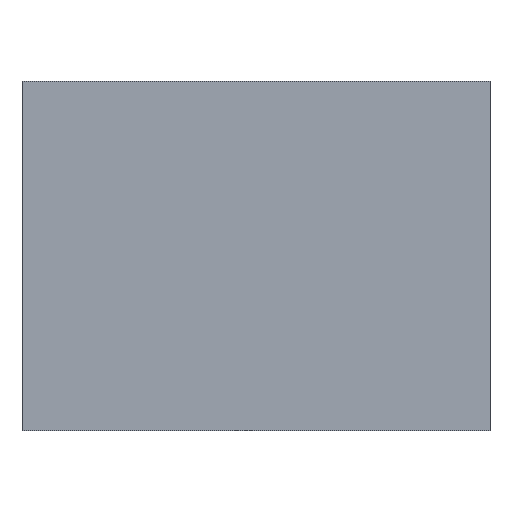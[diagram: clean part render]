
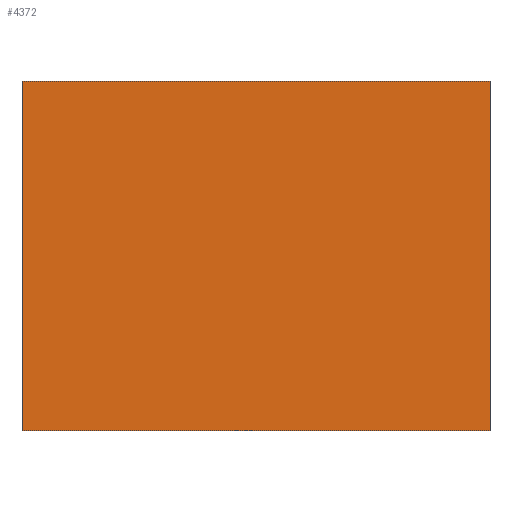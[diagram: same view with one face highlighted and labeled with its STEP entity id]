
A CAD part, front view. The second image highlights one B-rep face of the part: STEP entity #4372.
In plain terms, the highlighted planar face has unit normal (0, -1, 0).
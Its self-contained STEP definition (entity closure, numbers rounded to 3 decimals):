
#92 = CARTESIAN_POINT ( 'NONE',  ( 0., -183., 0. ) ) ;
#466 = EDGE_LOOP ( 'NONE', ( #3162, #2805, #3060, #3321 ) ) ;
#743 = LINE ( 'NONE', #4616, #765 ) ;
#765 = VECTOR ( 'NONE', #1875, 1000. ) ;
#966 = DIRECTION ( 'NONE',  ( 0., 0., -1. ) ) ;
#1188 = LINE ( 'NONE', #1994, #2838 ) ;
#1428 = EDGE_CURVE ( 'NONE', #4907, #4464, #743, .T. ) ;
#1475 = VERTEX_POINT ( 'NONE', #1902 ) ;
#1508 = CARTESIAN_POINT ( 'NONE',  ( 0., -183., -398. ) ) ;
#1512 = DIRECTION ( 'NONE',  ( 0., 1., 0. ) ) ;
#1822 = CARTESIAN_POINT ( 'NONE',  ( 533., -183., -398. ) ) ;
#1875 = DIRECTION ( 'NONE',  ( 0., 0., 1. ) ) ;
#1892 = FACE_OUTER_BOUND ( 'NONE', #466, .T. ) ;
#1902 = CARTESIAN_POINT ( 'NONE',  ( 533., -183., 0. ) ) ;
#1942 = CARTESIAN_POINT ( 'NONE',  ( 0., -183., 0. ) ) ;
#1983 = EDGE_CURVE ( 'NONE', #4464, #1475, #3513, .T. ) ;
#1994 = CARTESIAN_POINT ( 'NONE',  ( 0., -183., -398. ) ) ;
#1998 = DIRECTION ( 'NONE',  ( 1., 0., 0. ) ) ;
#2002 = VERTEX_POINT ( 'NONE', #2348 ) ;
#2320 = DIRECTION ( 'NONE',  ( -1., 0., 0. ) ) ;
#2348 = CARTESIAN_POINT ( 'NONE',  ( 533., -183., -398. ) ) ;
#2601 = VECTOR ( 'NONE', #966, 1000. ) ;
#2805 = ORIENTED_EDGE ( 'NONE', *, *, #4525, .F. ) ;
#2838 = VECTOR ( 'NONE', #2320, 1000. ) ;
#2921 = AXIS2_PLACEMENT_3D ( 'NONE', #3733, #1512, #3050 ) ;
#2958 = EDGE_CURVE ( 'NONE', #1475, #2002, #3743, .T. ) ;
#3050 = DIRECTION ( 'NONE',  ( 0., 0., 1. ) ) ;
#3060 = ORIENTED_EDGE ( 'NONE', *, *, #2958, .F. ) ;
#3162 = ORIENTED_EDGE ( 'NONE', *, *, #1428, .F. ) ;
#3321 = ORIENTED_EDGE ( 'NONE', *, *, #1983, .F. ) ;
#3513 = LINE ( 'NONE', #1942, #4930 ) ;
#3733 = CARTESIAN_POINT ( 'NONE',  ( 0., -183., 0. ) ) ;
#3743 = LINE ( 'NONE', #1822, #2601 ) ;
#4372 = ADVANCED_FACE ( 'NONE', ( #1892 ), #4993, .F. ) ;
#4464 = VERTEX_POINT ( 'NONE', #92 ) ;
#4525 = EDGE_CURVE ( 'NONE', #2002, #4907, #1188, .T. ) ;
#4616 = CARTESIAN_POINT ( 'NONE',  ( 0., -183., -398. ) ) ;
#4907 = VERTEX_POINT ( 'NONE', #1508 ) ;
#4930 = VECTOR ( 'NONE', #1998, 1000. ) ;
#4993 = PLANE ( 'NONE',  #2921 ) ;
